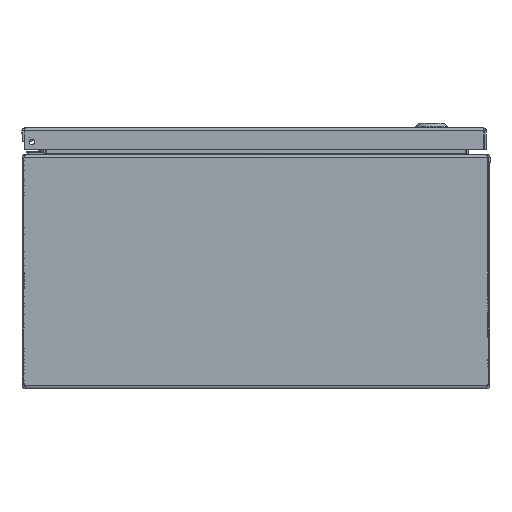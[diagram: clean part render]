
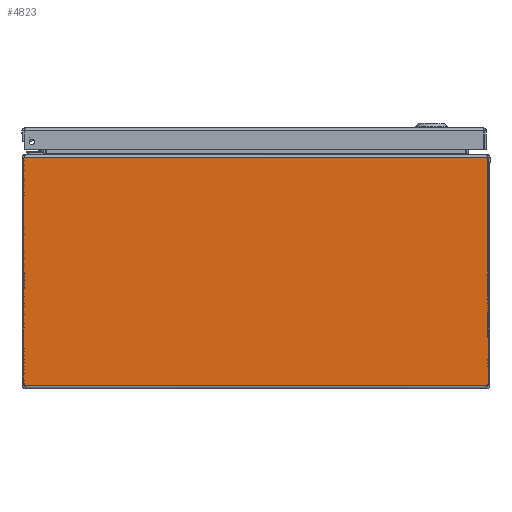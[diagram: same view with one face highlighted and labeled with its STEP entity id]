
A CAD part, front view. The second image highlights one B-rep face of the part: STEP entity #4823.
In plain terms, the highlighted planar face has unit normal (0, -1, 0).
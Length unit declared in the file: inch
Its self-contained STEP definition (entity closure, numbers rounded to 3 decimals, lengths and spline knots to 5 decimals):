
#3271=CARTESIAN_POINT('',(15.91495,0.,7.89475));
#3272=VERTEX_POINT('',#3271);
#3301=CARTESIAN_POINT('',(0.08505,0.,7.89475));
#3302=VERTEX_POINT('',#3301);
#3316=CARTESIAN_POINT('',(15.91495,0.,7.89475));
#3317=DIRECTION('',(-1.0,0.0,0.0));
#3318=VECTOR('',#3317,15.8299);
#3319=LINE('',#3316,#3318);
#3320=EDGE_CURVE('',#3272,#3302,#3319,.T.);
#3488=CARTESIAN_POINT('',(0.037,0.,7.89475));
#3489=VERTEX_POINT('',#3488);
#3496=CARTESIAN_POINT('',(0.08505,0.,7.89475));
#3497=DIRECTION('',(-1.0,0.0,0.0));
#3498=VECTOR('',#3497,0.04805);
#3499=LINE('',#3496,#3498);
#3500=EDGE_CURVE('',#3302,#3489,#3499,.T.);
#3511=CARTESIAN_POINT('',(15.963,0.,7.89475));
#3512=VERTEX_POINT('',#3511);
#3513=CARTESIAN_POINT('',(15.963,0.,7.89475));
#3514=DIRECTION('',(-1.0,0.0,0.0));
#3515=VECTOR('',#3514,0.04805);
#3516=LINE('',#3513,#3515);
#3517=EDGE_CURVE('',#3512,#3272,#3516,.T.);
#3542=CARTESIAN_POINT('',(15.963,0.,0.12495));
#3543=VERTEX_POINT('',#3542);
#3544=CARTESIAN_POINT('',(15.963,0.,7.89475));
#3545=DIRECTION('',(0.0,0.0,-1.0));
#3546=VECTOR('',#3545,7.7698);
#3547=LINE('',#3544,#3546);
#3548=EDGE_CURVE('',#3512,#3543,#3547,.T.);
#4755=CARTESIAN_POINT('',(0.11361,0.,0.10525));
#4756=VERTEX_POINT('',#4755);
#4763=CARTESIAN_POINT('',(0.037,0.,0.12495));
#4764=VERTEX_POINT('',#4763);
#4765=CARTESIAN_POINT('',(0.06153,0.,0.06153));
#4766=DIRECTION('',(0.0,1.0,0.0));
#4767=DIRECTION('',(1.0,0.0,0.0));
#4768=AXIS2_PLACEMENT_3D('',#4765,#4766,#4767);
#4769=CIRCLE('',#4768,0.068);
#4770=EDGE_CURVE('',#4764,#4756,#4769,.T.);
#4790=CARTESIAN_POINT('',(8.0,0.,4.0089));
#4791=DIRECTION('',(0.0,1.0,0.0));
#4792=DIRECTION('',(1.0,0.0,0.0));
#4793=AXIS2_PLACEMENT_3D('',#4790,#4791,#4792);
#4794=PLANE('',#4793);
#4795=ORIENTED_EDGE('',*,*,#3517,.T.);
#4796=ORIENTED_EDGE('',*,*,#3320,.T.);
#4797=ORIENTED_EDGE('',*,*,#3500,.T.);
#4798=CARTESIAN_POINT('',(0.037,0.,0.12495));
#4799=DIRECTION('',(0.0,0.0,1.0));
#4800=VECTOR('',#4799,7.7698);
#4801=LINE('',#4798,#4800);
#4802=EDGE_CURVE('',#4764,#3489,#4801,.T.);
#4803=ORIENTED_EDGE('',*,*,#4802,.F.);
#4804=ORIENTED_EDGE('',*,*,#4770,.T.);
#4805=CARTESIAN_POINT('',(15.88639,0.,0.10525));
#4806=VERTEX_POINT('',#4805);
#4807=CARTESIAN_POINT('',(0.11361,0.,0.10525));
#4808=DIRECTION('',(1.0,0.0,0.0));
#4809=VECTOR('',#4808,15.77279);
#4810=LINE('',#4807,#4809);
#4811=EDGE_CURVE('',#4756,#4806,#4810,.T.);
#4812=ORIENTED_EDGE('',*,*,#4811,.T.);
#4813=CARTESIAN_POINT('',(15.93847,0.,0.06153));
#4814=DIRECTION('',(0.0,1.0,0.0));
#4815=DIRECTION('',(1.0,0.0,0.0));
#4816=AXIS2_PLACEMENT_3D('',#4813,#4814,#4815);
#4817=CIRCLE('',#4816,0.068);
#4818=EDGE_CURVE('',#4806,#3543,#4817,.T.);
#4819=ORIENTED_EDGE('',*,*,#4818,.T.);
#4820=ORIENTED_EDGE('',*,*,#3548,.F.);
#4821=EDGE_LOOP('',(#4795,#4796,#4797,#4803,#4804,#4812,#4819,#4820));
#4822=FACE_OUTER_BOUND('',#4821,.T.);
#4823=ADVANCED_FACE('',(#4822),#4794,.F.);
